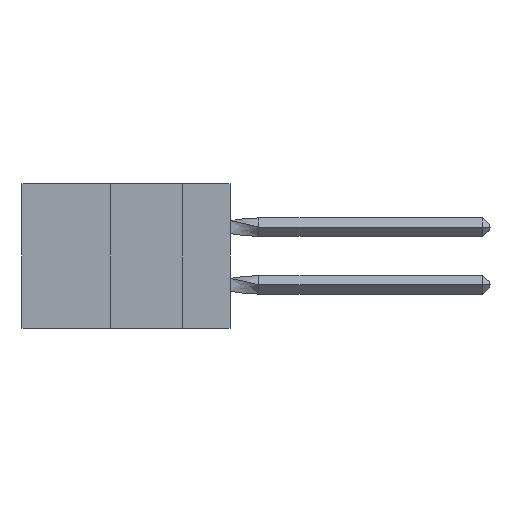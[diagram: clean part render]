
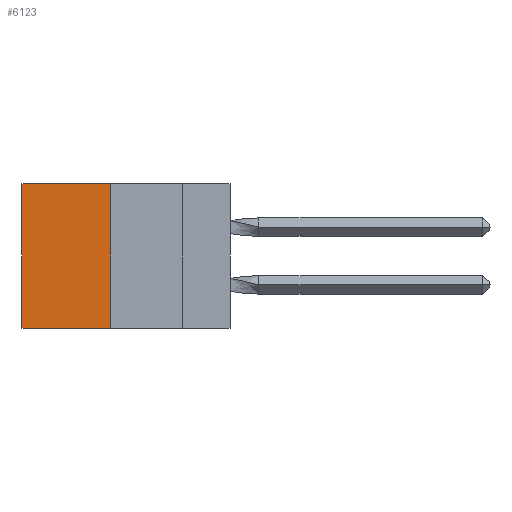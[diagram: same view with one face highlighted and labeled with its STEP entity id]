
A CAD part, left-side view. The second image highlights one B-rep face of the part: STEP entity #6123.
In plain terms, the highlighted planar face has unit normal (-1, 0, 0).
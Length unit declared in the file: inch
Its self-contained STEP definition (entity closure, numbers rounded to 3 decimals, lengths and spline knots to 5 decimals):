
#754 = CARTESIAN_POINT ( 'NONE',  ( 0.305, 0.72, -0.5 ) ) ;
#1459 = ORIENTED_EDGE ( 'NONE', *, *, #18033, .F. ) ;
#2183 = AXIS2_PLACEMENT_3D ( 'NONE', #5855, #13295, #16831 ) ;
#2678 = FACE_OUTER_BOUND ( 'NONE', #8447, .T. ) ;
#2896 = CARTESIAN_POINT ( 'NONE',  ( 0.305, 0.72, 0. ) ) ;
#3457 = DIRECTION ( 'NONE',  ( 0., 1., 0. ) ) ;
#3698 = LINE ( 'NONE', #7287, #5165 ) ;
#3985 = LINE ( 'NONE', #6649, #14976 ) ;
#4689 = VERTEX_POINT ( 'NONE', #5441 ) ;
#5165 = VECTOR ( 'NONE', #3457, 39.37008 ) ;
#5441 = CARTESIAN_POINT ( 'NONE',  ( 0.305, 0.72, -0.5 ) ) ;
#5855 = CARTESIAN_POINT ( 'NONE',  ( 0.305, 0.413, -0.5 ) ) ;
#6123 = ADVANCED_FACE ( 'NONE', ( #2678 ), #13381, .F. ) ;
#6649 = CARTESIAN_POINT ( 'NONE',  ( 0.305, 0.413, 0. ) ) ;
#7287 = CARTESIAN_POINT ( 'NONE',  ( 0.305, 0.413, -0.5 ) ) ;
#8129 = CARTESIAN_POINT ( 'NONE',  ( 0.305, 0.413, 0. ) ) ;
#8447 = EDGE_LOOP ( 'NONE', ( #19472, #1459, #13683, #21917 ) ) ;
#11686 = DIRECTION ( 'NONE',  ( 0., 0., -1. ) ) ;
#11983 = LINE ( 'NONE', #754, #14813 ) ;
#13295 = DIRECTION ( 'NONE',  ( 1., 0., 0. ) ) ;
#13381 = PLANE ( 'NONE',  #2183 ) ;
#13683 = ORIENTED_EDGE ( 'NONE', *, *, #18562, .F. ) ;
#14375 = VECTOR ( 'NONE', #11686, 39.37008 ) ;
#14813 = VECTOR ( 'NONE', #19057, 39.37008 ) ;
#14976 = VECTOR ( 'NONE', #15906, 39.37008 ) ;
#15906 = DIRECTION ( 'NONE',  ( 0., 1., 0. ) ) ;
#16046 = EDGE_CURVE ( 'NONE', #21301, #4689, #11983, .T. ) ;
#16831 = DIRECTION ( 'NONE',  ( 0., 0., -1. ) ) ;
#17545 = LINE ( 'NONE', #19740, #14375 ) ;
#18033 = EDGE_CURVE ( 'NONE', #22773, #4689, #3698, .T. ) ;
#18118 = EDGE_CURVE ( 'NONE', #22911, #21301, #3985, .T. ) ;
#18562 = EDGE_CURVE ( 'NONE', #22911, #22773, #17545, .T. ) ;
#19057 = DIRECTION ( 'NONE',  ( 0., 0., -1. ) ) ;
#19472 = ORIENTED_EDGE ( 'NONE', *, *, #16046, .T. ) ;
#19740 = CARTESIAN_POINT ( 'NONE',  ( 0.305, 0.413, -0.5 ) ) ;
#21301 = VERTEX_POINT ( 'NONE', #2896 ) ;
#21917 = ORIENTED_EDGE ( 'NONE', *, *, #18118, .T. ) ;
#22570 = CARTESIAN_POINT ( 'NONE',  ( 0.305, 0.413, -0.5 ) ) ;
#22773 = VERTEX_POINT ( 'NONE', #22570 ) ;
#22911 = VERTEX_POINT ( 'NONE', #8129 ) ;
